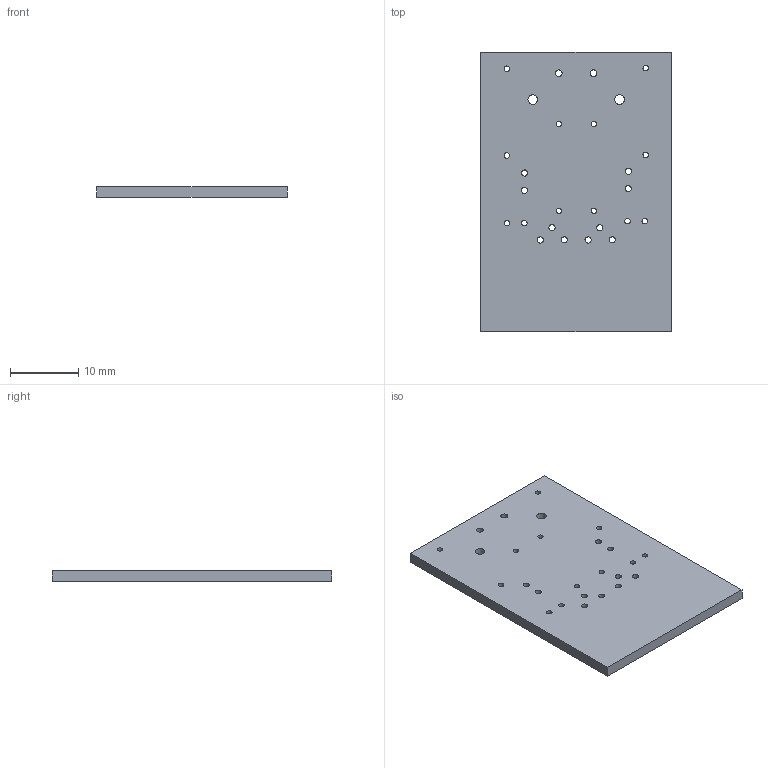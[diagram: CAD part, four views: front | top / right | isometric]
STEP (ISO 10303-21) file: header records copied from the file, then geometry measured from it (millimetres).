
FILE_DESCRIPTION(('KiCad electronic assembly'),'2;1');
FILE_NAME('kit-soldadura-pcb.step','2022-11-10T09:33:34',('Pcbnew'),( 'Kicad'),'Open CASCADE STEP processor 7.6','KiCad to STEP converter' ,'Unknown');
FILE_SCHEMA(('AUTOMOTIVE_DESIGN { 1 0 10303 214 1 1 1 1 }'));
Length unit declared in the file: millimetre
Products named in the file (2): kit-soldadura-pcb 1; kit-soldadura-pcb PCB
Assembly tree (1 placements, depth 2):
  kit-soldadura-pcb 1
    kit-soldadura-pcb PCB
Bounding box: 27.82 x 40.92 x 1.6 mm (x, y, z)
Volume: 1794.2 mm3; surface area: 2580.3 mm2
Topology: 1 solids, 1 shells, 32 faces, 90 edges, 60 vertices
Faces by surface type: cylinder 26, plane 6
Full cylindrical faces by diameter (mm): 0.8 x12, 0.9 x10, 1 x2, 1.4 x2
Entity records: 2543 total; most frequent: CARTESIAN_POINT 676, DIRECTION 338, ORIENTED_EDGE 180, PCURVE 180, DEFINITIONAL_REPRESENTATION 180, LINE 166, VECTOR 166, EDGE_CURVE 90
